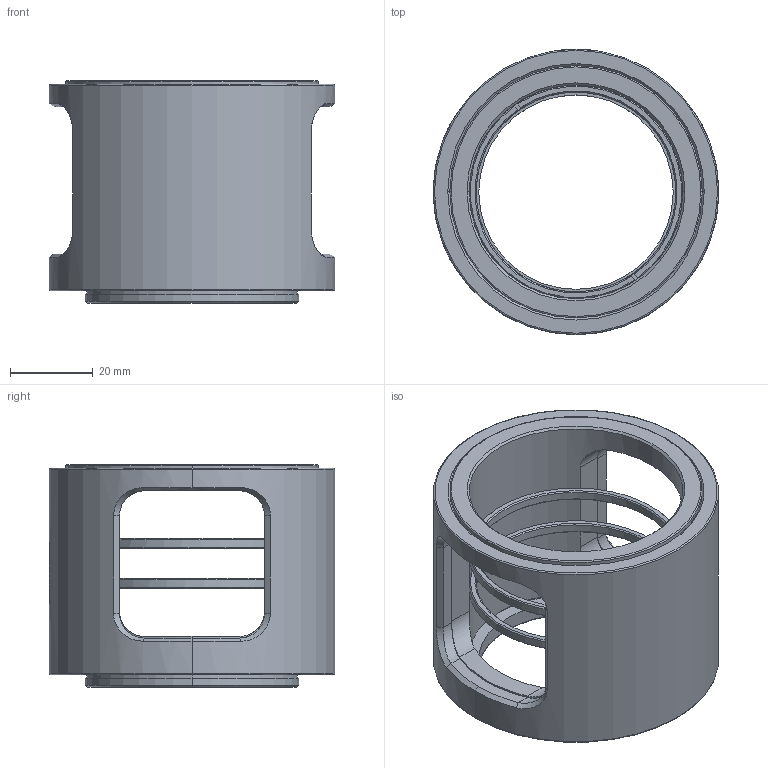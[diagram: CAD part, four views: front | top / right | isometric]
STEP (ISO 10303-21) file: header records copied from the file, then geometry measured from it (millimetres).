
FILE_DESCRIPTION (( 'STEP AP203' ), '1' );
FILE_NAME ('CSSM2-50D.STEP', '2025-06-18T05:51:10', ( '' ), ( '' ), 'SwSTEP 2.0', 'SolidWorks 2020', '' );
FILE_SCHEMA (( 'CONFIG_CONTROL_DESIGN' ));
Length unit declared in the file: millimetre
Products named in the file (1): CSSM2-50D
Bounding box: 69 x 69 x 53.8 mm (x, y, z)
Volume: 61759.3 mm3; surface area: 38004.4 mm2
Topology: 4 solids, 4 shells, 447 faces, 1214 edges, 792 vertices
Faces by surface type: bspline 242, plane 92, cylinder 65, cone 34, torus 14
Entity records: 28820 total; most frequent: CARTESIAN_POINT 19597, ORIENTED_EDGE 2428, EDGE_CURVE 1214, DIRECTION 1017, B_SPLINE_CURVE_WITH_KNOTS 803, VERTEX_POINT 792, EDGE_LOOP 480, ADVANCED_FACE 447
